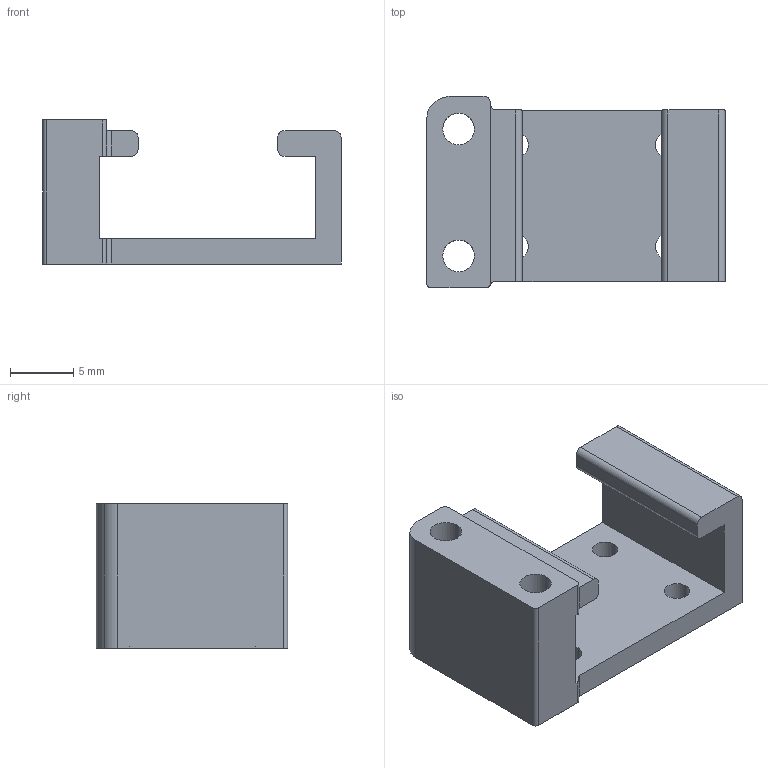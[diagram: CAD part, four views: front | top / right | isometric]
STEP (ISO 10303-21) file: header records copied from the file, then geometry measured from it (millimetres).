
FILE_DESCRIPTION (( 'STEP AP203' ), '1' );
FILE_NAME ('賑寢嘐隅璃.STEP', '2024-04-07T12:05:55', ( '' ), ( '' ), 'SwSTEP 2.0', 'SolidWorks 2021', '' );
FILE_SCHEMA (( 'CONFIG_CONTROL_DESIGN' ));
Length unit declared in the file: millimetre
Products named in the file (1): 賑寢嘐隅璃
Bounding box: 23.5 x 15.09 x 11.35 mm (x, y, z)
Volume: 1519.2 mm3; surface area: 1769 mm2
Topology: 1 solids, 1 shells, 54 faces, 153 edges, 99 vertices
Faces by surface type: cylinder 28, plane 22, cone 4
Entity records: 1868 total; most frequent: DIRECTION 325, CARTESIAN_POINT 307, ORIENTED_EDGE 306, EDGE_CURVE 153, AXIS2_PLACEMENT_3D 117, VERTEX_POINT 99, VECTOR 91, LINE 91
